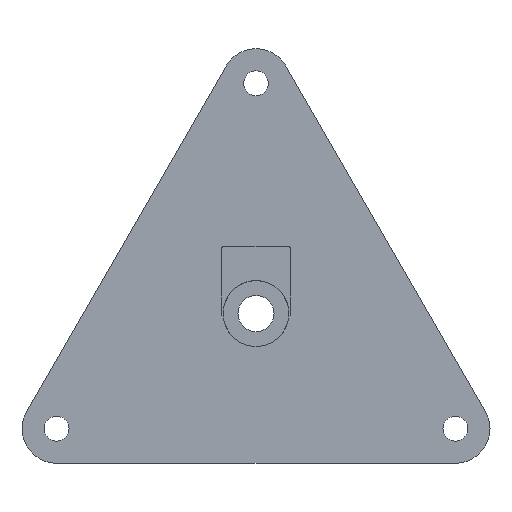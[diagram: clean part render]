
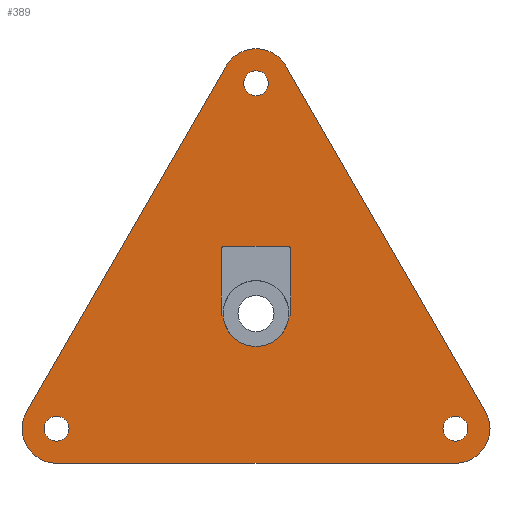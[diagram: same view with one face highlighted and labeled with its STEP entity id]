
A CAD part, front view. The second image highlights one B-rep face of the part: STEP entity #389.
In plain terms, the highlighted planar face has unit normal (0, -1, 0).
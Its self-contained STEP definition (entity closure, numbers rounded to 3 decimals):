
#37=CIRCLE('',#432,0.5);
#38=CIRCLE('',#433,0.5);
#39=CIRCLE('',#434,4.76);
#40=CIRCLE('',#435,1.8);
#41=CIRCLE('',#436,1.8);
#42=CIRCLE('',#437,1.8);
#43=CIRCLE('',#438,5.);
#44=CIRCLE('',#439,5.);
#45=CIRCLE('',#440,5.);
#73=ORIENTED_EDGE('',*,*,#172,.F.);
#74=ORIENTED_EDGE('',*,*,#173,.F.);
#75=ORIENTED_EDGE('',*,*,#174,.T.);
#76=ORIENTED_EDGE('',*,*,#175,.T.);
#77=ORIENTED_EDGE('',*,*,#176,.T.);
#78=ORIENTED_EDGE('',*,*,#177,.F.);
#79=ORIENTED_EDGE('',*,*,#178,.F.);
#80=ORIENTED_EDGE('',*,*,#179,.F.);
#81=ORIENTED_EDGE('',*,*,#180,.T.);
#82=ORIENTED_EDGE('',*,*,#181,.T.);
#83=ORIENTED_EDGE('',*,*,#182,.T.);
#84=ORIENTED_EDGE('',*,*,#183,.T.);
#85=ORIENTED_EDGE('',*,*,#153,.T.);
#86=ORIENTED_EDGE('',*,*,#184,.T.);
#87=ORIENTED_EDGE('',*,*,#159,.T.);
#88=ORIENTED_EDGE('',*,*,#185,.T.);
#89=ORIENTED_EDGE('',*,*,#161,.T.);
#153=EDGE_CURVE('',#204,#205,#241,.T.);
#159=EDGE_CURVE('',#211,#210,#247,.T.);
#161=EDGE_CURVE('',#212,#213,#249,.T.);
#172=EDGE_CURVE('',#220,#221,#253,.T.);
#173=EDGE_CURVE('',#222,#220,#254,.T.);
#174=EDGE_CURVE('',#222,#223,#37,.F.);
#175=EDGE_CURVE('',#223,#224,#255,.T.);
#176=EDGE_CURVE('',#224,#225,#38,.F.);
#177=EDGE_CURVE('',#226,#225,#256,.T.);
#178=EDGE_CURVE('',#227,#226,#257,.T.);
#179=EDGE_CURVE('',#221,#227,#39,.T.);
#180=EDGE_CURVE('',#228,#228,#40,.T.);
#181=EDGE_CURVE('',#229,#229,#41,.T.);
#182=EDGE_CURVE('',#230,#230,#42,.T.);
#183=EDGE_CURVE('',#213,#204,#43,.T.);
#184=EDGE_CURVE('',#205,#211,#44,.T.);
#185=EDGE_CURVE('',#210,#212,#45,.T.);
#204=VERTEX_POINT('',#584);
#205=VERTEX_POINT('',#585);
#210=VERTEX_POINT('',#596);
#211=VERTEX_POINT('',#598);
#212=VERTEX_POINT('',#602);
#213=VERTEX_POINT('',#603);
#220=VERTEX_POINT('',#623);
#221=VERTEX_POINT('',#624);
#222=VERTEX_POINT('',#626);
#223=VERTEX_POINT('',#628);
#224=VERTEX_POINT('',#630);
#225=VERTEX_POINT('',#632);
#226=VERTEX_POINT('',#634);
#227=VERTEX_POINT('',#636);
#228=VERTEX_POINT('',#639);
#229=VERTEX_POINT('',#641);
#230=VERTEX_POINT('',#643);
#241=LINE('',#583,#271);
#247=LINE('',#597,#277);
#249=LINE('',#601,#279);
#253=LINE('',#622,#283);
#254=LINE('',#625,#284);
#255=LINE('',#629,#285);
#256=LINE('',#633,#286);
#257=LINE('',#635,#287);
#271=VECTOR('',#467,1000.);
#277=VECTOR('',#475,1000.);
#279=VECTOR('',#479,1000.);
#283=VECTOR('',#501,1000.);
#284=VECTOR('',#502,1000.);
#285=VECTOR('',#505,1000.);
#286=VECTOR('',#508,1000.);
#287=VECTOR('',#509,1000.);
#309=EDGE_LOOP('',(#73,#74,#75,#76,#77,#78,#79,#80));
#310=EDGE_LOOP('',(#81));
#311=EDGE_LOOP('',(#82));
#312=EDGE_LOOP('',(#83));
#313=EDGE_LOOP('',(#84,#85,#86,#87,#88,#89));
#345=FACE_BOUND('',#309,.T.);
#346=FACE_BOUND('',#310,.T.);
#347=FACE_BOUND('',#311,.T.);
#348=FACE_BOUND('',#312,.T.);
#349=FACE_BOUND('',#313,.T.);
#377=PLANE('',#431);
#389=ADVANCED_FACE('',(#345,#346,#347,#348,#349),#377,.T.);
#431=AXIS2_PLACEMENT_3D('',#621,#499,#500);
#432=AXIS2_PLACEMENT_3D('',#627,#503,#504);
#433=AXIS2_PLACEMENT_3D('',#631,#506,#507);
#434=AXIS2_PLACEMENT_3D('',#637,#510,#511);
#435=AXIS2_PLACEMENT_3D('',#638,#512,#513);
#436=AXIS2_PLACEMENT_3D('',#640,#514,#515);
#437=AXIS2_PLACEMENT_3D('',#642,#516,#517);
#438=AXIS2_PLACEMENT_3D('',#644,#518,#519);
#439=AXIS2_PLACEMENT_3D('',#645,#520,#521);
#440=AXIS2_PLACEMENT_3D('',#646,#522,#523);
#467=DIRECTION('',(-0.5,0.,-0.866));
#475=DIRECTION('',(1.,0.,0.));
#479=DIRECTION('',(-0.5,0.,0.866));
#499=DIRECTION('',(0.,-1.,0.));
#500=DIRECTION('',(0.,0.,-1.));
#501=DIRECTION('',(1.,0.,0.));
#502=DIRECTION('',(0.,0.,-1.));
#503=DIRECTION('',(0.,-1.,0.));
#504=DIRECTION('',(0.,0.,-1.));
#505=DIRECTION('',(1.,0.,0.));
#506=DIRECTION('',(0.,-1.,0.));
#507=DIRECTION('',(0.,0.,-1.));
#508=DIRECTION('',(0.,0.,1.));
#509=DIRECTION('',(1.,0.,0.));
#510=DIRECTION('',(0.,-1.,0.));
#511=DIRECTION('',(0.,0.,-1.));
#512=DIRECTION('',(0.,1.,0.));
#513=DIRECTION('',(0.,0.,-1.));
#514=DIRECTION('',(0.,1.,0.));
#515=DIRECTION('',(0.,0.,-1.));
#516=DIRECTION('',(0.,1.,0.));
#517=DIRECTION('',(0.,0.,-1.));
#518=DIRECTION('',(0.,-1.,0.));
#519=DIRECTION('',(0.,0.,-1.));
#520=DIRECTION('',(0.,-1.,0.));
#521=DIRECTION('',(0.,0.,-1.));
#522=DIRECTION('',(0.,-1.,0.));
#523=DIRECTION('',(0.,0.,-1.));
#583=CARTESIAN_POINT('',(0.,-1.5,64.952));
#584=CARTESIAN_POINT('',(-4.33,-1.5,57.452));
#585=CARTESIAN_POINT('',(-33.17,-1.5,7.5));
#596=CARTESIAN_POINT('',(28.84,-1.5,0.));
#597=CARTESIAN_POINT('',(-37.5,-1.5,0.));
#598=CARTESIAN_POINT('',(-28.84,-1.5,0.));
#601=CARTESIAN_POINT('',(37.5,-1.5,0.));
#602=CARTESIAN_POINT('',(33.17,-1.5,7.5));
#603=CARTESIAN_POINT('',(4.33,-1.5,57.452));
#621=CARTESIAN_POINT('',(0.,-1.5,0.));
#622=CARTESIAN_POINT('',(0.,-1.5,21.415));
#623=CARTESIAN_POINT('',(-5.,-1.5,21.415));
#624=CARTESIAN_POINT('',(-4.754,-1.5,21.415));
#625=CARTESIAN_POINT('',(-5.,-1.5,0.));
#626=CARTESIAN_POINT('',(-5.,-1.5,30.915));
#627=CARTESIAN_POINT('',(-4.5,-1.5,30.915));
#628=CARTESIAN_POINT('',(-4.5,-1.5,31.415));
#629=CARTESIAN_POINT('',(0.,-1.5,31.415));
#630=CARTESIAN_POINT('',(4.5,-1.5,31.415));
#631=CARTESIAN_POINT('',(4.5,-1.5,30.915));
#632=CARTESIAN_POINT('',(5.,-1.5,30.915));
#633=CARTESIAN_POINT('',(5.,-1.5,0.));
#634=CARTESIAN_POINT('',(5.,-1.5,21.415));
#635=CARTESIAN_POINT('',(0.,-1.5,21.415));
#636=CARTESIAN_POINT('',(4.754,-1.5,21.415));
#637=CARTESIAN_POINT('',(0.,-1.5,21.655));
#638=CARTESIAN_POINT('',(28.84,-1.5,5.));
#639=CARTESIAN_POINT('',(28.84,-1.5,3.2));
#640=CARTESIAN_POINT('',(-28.84,-1.5,5.));
#641=CARTESIAN_POINT('',(-28.84,-1.5,3.2));
#642=CARTESIAN_POINT('',(0.,-1.5,54.952));
#643=CARTESIAN_POINT('',(0.,-1.5,53.152));
#644=CARTESIAN_POINT('',(0.,-1.5,54.952));
#645=CARTESIAN_POINT('',(-28.84,-1.5,5.));
#646=CARTESIAN_POINT('',(28.84,-1.5,5.));
